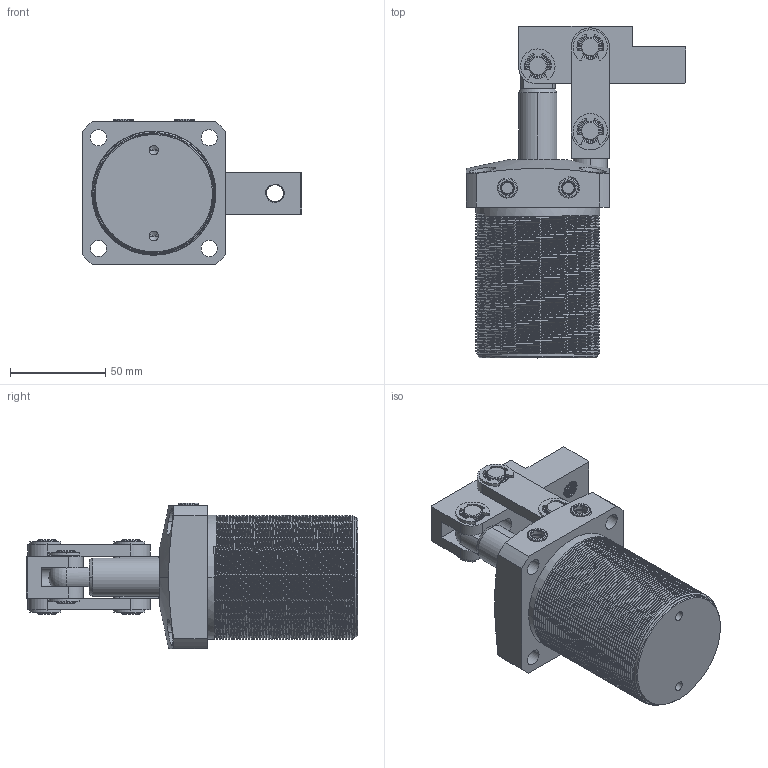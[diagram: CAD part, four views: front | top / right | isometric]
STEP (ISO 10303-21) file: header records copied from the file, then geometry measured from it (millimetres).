
FILE_DESCRIPTION (( 'STEP AP203' ), '1' );
FILE_NAME ('CPLCU-50R.STEP', '2019-04-22T10:01:27', ( 'User' ), ( 'china' ), 'SwSTEP 2.0', 'SolidWorks 2018', '' );
FILE_SCHEMA (( 'CONFIG_CONTROL_DESIGN' ));
Length unit declared in the file: millimetre
Products named in the file (12): CPLCU-50R; CPLCU-50-02; CPLCU-50-08; CPLCU-50-03; CPLCU-50-04; CPLCU-50-09; 802黑芛_1; CPLCU-50-05; sM4 x 4-S; CPLCU050活塞杆; CPLCU050R掛极; CPLCU-50-01
Assembly tree (24 placements, depth 2):
  CPLCU-50R
    CPLCU-50-05
    CPLCU050活塞杆
    CPLCU-50-01
    CPLCU-50-02  x2
    CPLCU-50-08  x6
    CPLCU-50-03
    CPLCU-50-04  x2
    CPLCU-50-09  x6
    802黑芛_1  x2
    sM4 x 4-S
    CPLCU050R掛极
Bounding box: 115 x 174 x 76.2 mm (x, y, z)
Volume: 388719 mm3; surface area: 107445.1 mm2
Topology: 24 solids, 26 shells, 946 faces, 2735 edges, 1868 vertices
Faces by surface type: cylinder 488, cone 197, plane 167, bspline 73, torus 20, sphere 1
Entity records: 68205 total; most frequent: CARTESIAN_POINT 50014, ORIENTED_EDGE 4072, DIRECTION 2601, EDGE_CURVE 2036, VERTEX_POINT 1428, B_SPLINE_CURVE_WITH_KNOTS 1057, AXIS2_PLACEMENT_3D 1006, EDGE_LOOP 726
